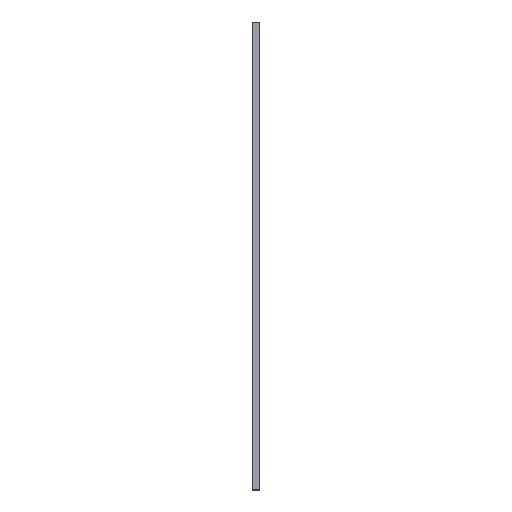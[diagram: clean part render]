
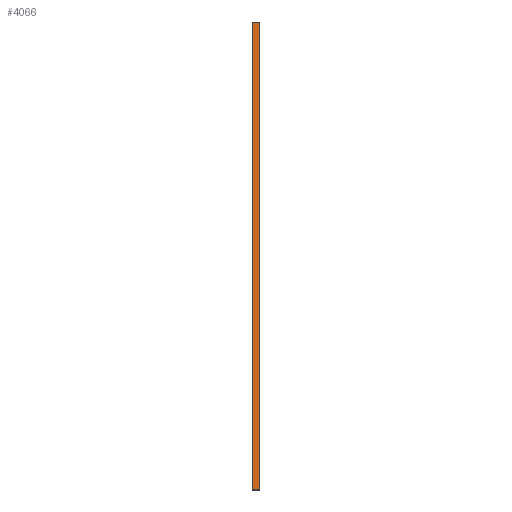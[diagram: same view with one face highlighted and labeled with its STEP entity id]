
A CAD part, left-side view. The second image highlights one B-rep face of the part: STEP entity #4066.
In plain terms, the highlighted planar face has unit normal (-1, 0, 0).
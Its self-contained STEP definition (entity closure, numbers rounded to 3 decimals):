
#83 = VERTEX_POINT ( 'NONE', #2681 ) ;
#484 = CARTESIAN_POINT ( 'NONE',  ( -55., 1., 63. ) ) ;
#949 = DIRECTION ( 'NONE',  ( 0., 0., 1. ) ) ;
#999 = VECTOR ( 'NONE', #4314, 1000. ) ;
#1120 = CARTESIAN_POINT ( 'NONE',  ( -55., 1., 63. ) ) ;
#1209 = VECTOR ( 'NONE', #3825, 1000. ) ;
#1297 = FACE_OUTER_BOUND ( 'NONE', #1961, .T. ) ;
#1585 = CARTESIAN_POINT ( 'NONE',  ( -55., 1., -63. ) ) ;
#1961 = EDGE_LOOP ( 'NONE', ( #4147, #2399, #2103, #4630 ) ) ;
#2103 = ORIENTED_EDGE ( 'NONE', *, *, #2427, .F. ) ;
#2399 = ORIENTED_EDGE ( 'NONE', *, *, #5255, .F. ) ;
#2427 = EDGE_CURVE ( 'NONE', #3732, #3898, #4962, .T. ) ;
#2479 = LINE ( 'NONE', #1120, #1209 ) ;
#2576 = DIRECTION ( 'NONE',  ( 0., 0., 1. ) ) ;
#2649 = PLANE ( 'NONE',  #3756 ) ;
#2681 = CARTESIAN_POINT ( 'NONE',  ( -55., -1., -63. ) ) ;
#2791 = CARTESIAN_POINT ( 'NONE',  ( -55., -1., 63. ) ) ;
#3038 = CARTESIAN_POINT ( 'NONE',  ( -55., -1., 63. ) ) ;
#3124 = VECTOR ( 'NONE', #949, 1000. ) ;
#3458 = LINE ( 'NONE', #4365, #999 ) ;
#3512 = CARTESIAN_POINT ( 'NONE',  ( -55., 1., 63. ) ) ;
#3547 = LINE ( 'NONE', #3038, #5061 ) ;
#3732 = VERTEX_POINT ( 'NONE', #1585 ) ;
#3756 = AXIS2_PLACEMENT_3D ( 'NONE', #3512, #5245, #3938 ) ;
#3825 = DIRECTION ( 'NONE',  ( 0., -1., 0. ) ) ;
#3898 = VERTEX_POINT ( 'NONE', #484 ) ;
#3938 = DIRECTION ( 'NONE',  ( 0., 0., -1. ) ) ;
#4066 = ADVANCED_FACE ( 'NONE', ( #1297 ), #2649, .F. ) ;
#4117 = CARTESIAN_POINT ( 'NONE',  ( -55., 1., 63. ) ) ;
#4147 = ORIENTED_EDGE ( 'NONE', *, *, #4966, .T. ) ;
#4176 = EDGE_CURVE ( 'NONE', #3732, #83, #3458, .T. ) ;
#4314 = DIRECTION ( 'NONE',  ( 0., -1., 0. ) ) ;
#4365 = CARTESIAN_POINT ( 'NONE',  ( -55., 1., -63. ) ) ;
#4630 = ORIENTED_EDGE ( 'NONE', *, *, #4176, .T. ) ;
#4962 = LINE ( 'NONE', #4117, #3124 ) ;
#4966 = EDGE_CURVE ( 'NONE', #83, #5604, #3547, .T. ) ;
#5061 = VECTOR ( 'NONE', #2576, 1000. ) ;
#5245 = DIRECTION ( 'NONE',  ( 1., 0., 0. ) ) ;
#5255 = EDGE_CURVE ( 'NONE', #3898, #5604, #2479, .T. ) ;
#5604 = VERTEX_POINT ( 'NONE', #2791 ) ;
